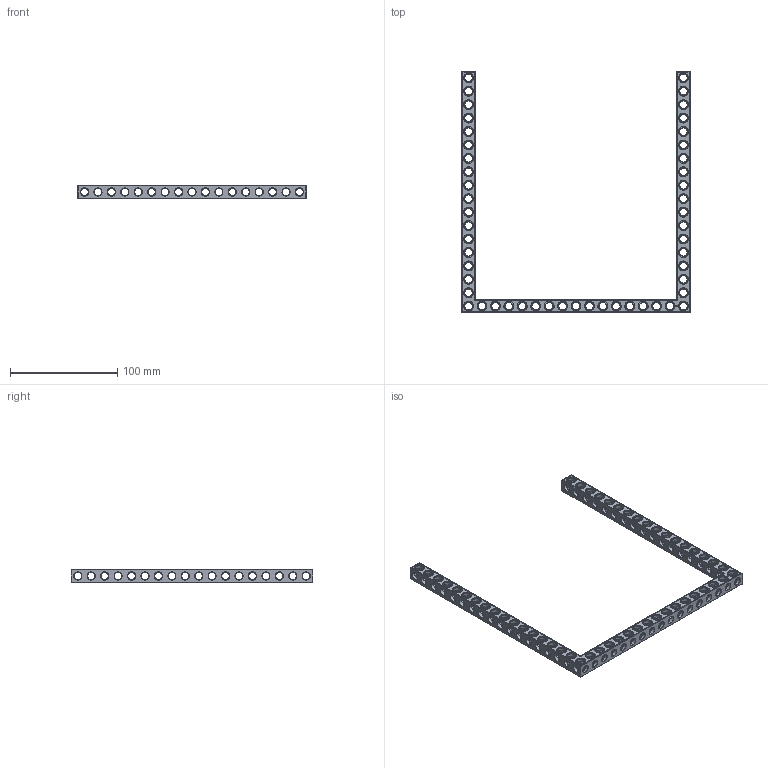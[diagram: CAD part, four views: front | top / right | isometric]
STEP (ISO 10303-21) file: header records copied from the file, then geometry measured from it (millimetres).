
FILE_DESCRIPTION(('FreeCAD Model'),'2;1');
FILE_NAME('Open CASCADE Shape Model','2022-03-06T17:47:39',('Author'),( ''),'Open CASCADE STEP processor 7.5','FreeCAD','Unknown');
FILE_SCHEMA(('AUTOMOTIVE_DESIGN { 1 0 10303 214 1 1 1 1 }'));
Products named in the file (1): Beam AGD ESS USH SYM BU17x18x01 - SPN-BEM-0591 (stemfie.org)
Bounding box: 212.5 x 225 x 12.5 mm (x, y, z)
Volume: 49834.6 mm3; surface area: 44425.9 mm2
Topology: 1 solids, 1 shells, 1101 faces, 3423 edges, 2204 vertices
Faces by surface type: plane 426, cylinder 307, cone 206, extrusion 162
Full cylindrical faces by diameter (mm): 6.98 x38, 7 x218, 9.2 x51
Entity records: 263649 total; most frequent: CARTESIAN_POINT 200196, DIRECTION 10275, ORIENTED_EDGE 6846, PCURVE 6846, DEFINITIONAL_REPRESENTATION 6846, VECTOR 6042, LINE 5880, EDGE_CURVE 3423
